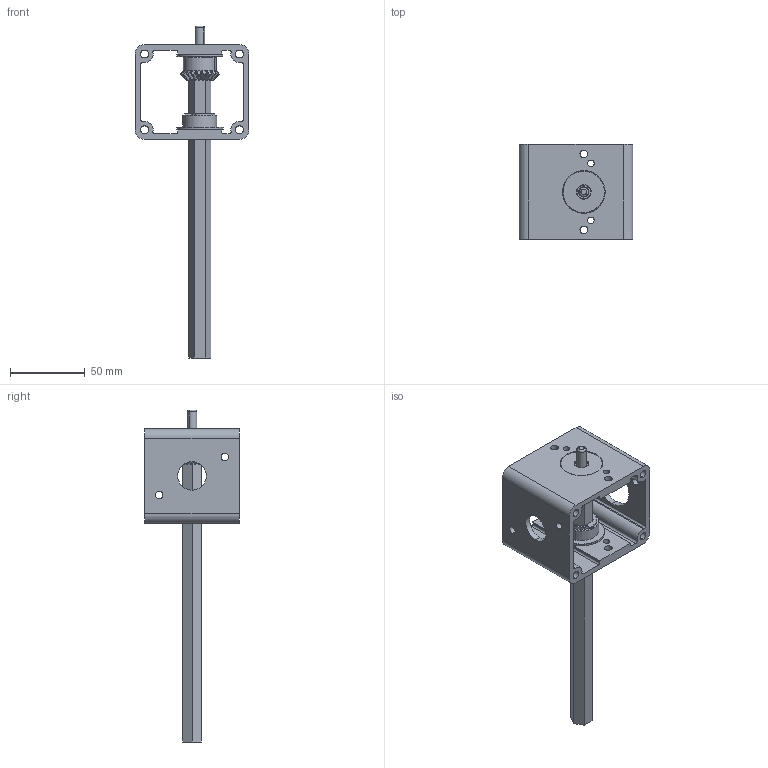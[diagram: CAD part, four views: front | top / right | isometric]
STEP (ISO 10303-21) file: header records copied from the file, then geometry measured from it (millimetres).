
FILE_DESCRIPTION (( 'STEP AP203' ), '1' );
FILE_NAME ('am-3840 1.1 LJ BevelBox Gearbox.STEP', '2017-12-19T16:39:41', ( '' ), ( '' ), 'SwSTEP 2.0', 'SolidWorks 2017', '' );
FILE_SCHEMA (( 'CONFIG_CONTROL_DESIGN' ));
Length unit declared in the file: inch
Products named in the file (10): am-1444 Shim Washer For Shortening .625in Dia Screw Shoulder_0.016 Thick_18-8 Stainess Steel_94773A691; LJ Housing V2; .500 in 97431A340_SIDE-MOUNT EXTERNAL RETAINING RING  E-STYLE_97431A340; 3 Stage Evo Shifter Long Hex Output Shaft; dowel pin_ai_Magnet; am-3840 1.1 LJ BevelBox Gearbox; FR8ZZ Hex Bearing; FR6ZZ-L Bearing; am-3772 1.25, 20T, 500 Hex Bore; am-1445 1.1 LJ BevelBox Output Shaft Spacer
Assembly tree (9 placements, depth 2):
  am-3840 1.1 LJ BevelBox Gearbox
    LJ Housing V2
    FR8ZZ Hex Bearing
    FR6ZZ-L Bearing
    3 Stage Evo Shifter Long Hex Output Shaft
    .500 in 97431A340_SIDE-MOUNT EXTERNAL RETAINING RING  E-STYLE_97431A340
    dowel pin_ai_Magnet
    am-3772 1.25, 20T, 500 Hex Bore
    am-1445 1.1 LJ BevelBox Output Shaft Spacer
    am-1444 Shim Washer For Shortening .625in Dia Screw Shoulder_0.016 Thick_18-8 Stainess Steel_94773A691
Bounding box: 76.2 x 63.5 x 222.2 mm (x, y, z)
Volume: 110196.4 mm3; surface area: 56769.3 mm2
Topology: 9 solids, 9 shells, 434 faces, 1197 edges, 787 vertices
Faces by surface type: cylinder 143, bspline 140, plane 97, cone 46, torus 8
Entity records: 22651 total; most frequent: CARTESIAN_POINT 11106, ORIENTED_EDGE 2390, DIRECTION 1879, EDGE_CURVE 1195, VERTEX_POINT 787, AXIS2_PLACEMENT_3D 716, EDGE_LOOP 494, LINE 447
